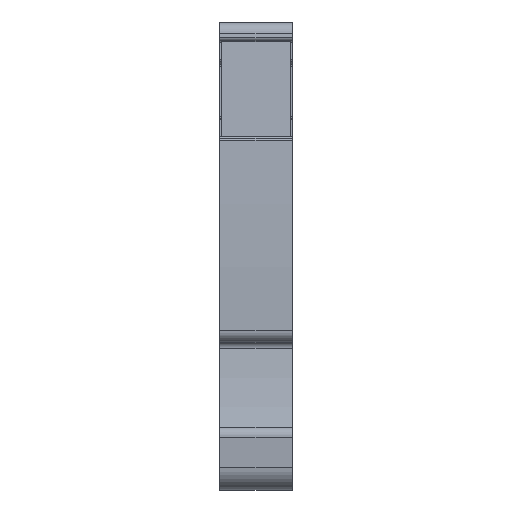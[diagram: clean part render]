
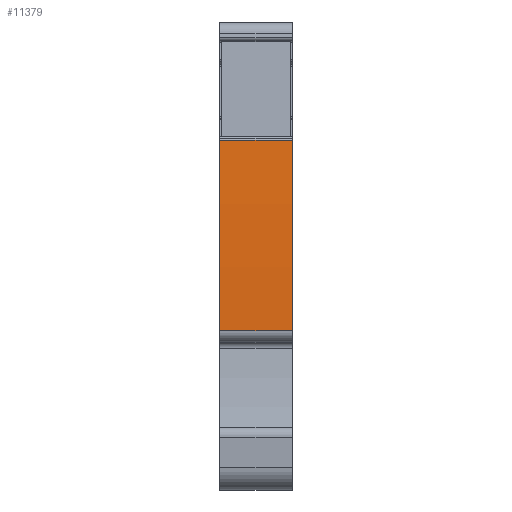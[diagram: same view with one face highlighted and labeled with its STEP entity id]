
A CAD part, front view. The second image highlights one B-rep face of the part: STEP entity #11379.
In plain terms, the highlighted cylindrical face has radius 198.503 mm (diameter 397.006 mm), a partial arc.
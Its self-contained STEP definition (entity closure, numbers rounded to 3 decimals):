
#2383=AXIS2_PLACEMENT_3D('Circle Axis2P3D',#2381,#2382,$) ;
#2390=AXIS2_PLACEMENT_3D('Circle Axis2P3D',#2388,#2389,$) ;
#4879=AXIS2_PLACEMENT_3D('Circle Axis2P3D',#4877,#4878,$) ;
#4886=AXIS2_PLACEMENT_3D('Circle Axis2P3D',#4884,#4885,$) ;
#10753=AXIS2_PLACEMENT_3D('Cylinder Axis2P3D',#10750,#10751,#10752) ;
#2378=CARTESIAN_POINT('Vertex',(6.1,1.929,29.464)) ;
#2381=CARTESIAN_POINT('Axis2P3D Location',(6.1,200.008,16.501)) ;
#2385=CARTESIAN_POINT('Vertex',(6.1,1.528,13.45)) ;
#2388=CARTESIAN_POINT('Axis2P3D Location',(6.1,200.457,16.508)) ;
#2392=CARTESIAN_POINT('Vertex',(6.1,1.529,13.435)) ;
#4874=CARTESIAN_POINT('Vertex',(0.,1.529,13.435)) ;
#4877=CARTESIAN_POINT('Axis2P3D Location',(0.,200.457,16.508)) ;
#4881=CARTESIAN_POINT('Vertex',(0.,1.528,13.45)) ;
#4884=CARTESIAN_POINT('Axis2P3D Location',(0.,200.008,16.501)) ;
#4888=CARTESIAN_POINT('Vertex',(0.,1.929,29.464)) ;
#10750=CARTESIAN_POINT('Axis2P3D Location',(3.05,200.008,16.501)) ;
#11353=CARTESIAN_POINT('Line Origine',(3.05,1.929,29.464)) ;
#11366=CARTESIAN_POINT('Line Origine',(3.05,1.529,13.435)) ;
#2382=DIRECTION('Axis2P3D Direction',(1.,0.,0.)) ;
#2389=DIRECTION('Axis2P3D Direction',(1.,0.,0.)) ;
#4878=DIRECTION('Axis2P3D Direction',(1.,0.,0.)) ;
#4885=DIRECTION('Axis2P3D Direction',(1.,0.,0.)) ;
#10751=DIRECTION('Axis2P3D Direction',(1.,0.,0.)) ;
#10752=DIRECTION('Axis2P3D XDirection',(0.,-0.994,0.111)) ;
#11354=DIRECTION('Vector Direction',(1.,0.,0.)) ;
#11367=DIRECTION('Vector Direction',(1.,0.,0.)) ;
#11355=VECTOR('Line Direction',#11354,1.) ;
#11368=VECTOR('Line Direction',#11367,1.) ;
#11372=ORIENTED_EDGE('',*,*,#4890,.T.) ;
#11373=ORIENTED_EDGE('',*,*,#4883,.T.) ;
#11374=ORIENTED_EDGE('',*,*,#11370,.T.) ;
#11375=ORIENTED_EDGE('',*,*,#2394,.F.) ;
#11376=ORIENTED_EDGE('',*,*,#2387,.F.) ;
#11377=ORIENTED_EDGE('',*,*,#11357,.F.) ;
#11379=ADVANCED_FACE('MLD',(#11378),#10754,.T.) ;
#2384=CIRCLE('generated circle',#2383,198.503) ;
#2391=CIRCLE('generated circle',#2390,198.952) ;
#4880=CIRCLE('generated circle',#4879,198.952) ;
#4887=CIRCLE('generated circle',#4886,198.503) ;
#10754=CYLINDRICAL_SURFACE('generated cylinder',#10753,198.503) ;
#2387=EDGE_CURVE('',#2379,#2386,#2384,.T.) ;
#2394=EDGE_CURVE('',#2386,#2393,#2391,.T.) ;
#4883=EDGE_CURVE('',#4882,#4875,#4880,.T.) ;
#4890=EDGE_CURVE('',#4889,#4882,#4887,.T.) ;
#11357=EDGE_CURVE('',#4889,#2379,#11356,.T.) ;
#11370=EDGE_CURVE('',#4875,#2393,#11369,.T.) ;
#11371=EDGE_LOOP('',(#11372,#11373,#11374,#11375,#11376,#11377)) ;
#11378=FACE_OUTER_BOUND('',#11371,.T.) ;
#11356=LINE('Line',#11353,#11355) ;
#11369=LINE('Line',#11366,#11368) ;
#2379=VERTEX_POINT('',#2378) ;
#2386=VERTEX_POINT('',#2385) ;
#2393=VERTEX_POINT('',#2392) ;
#4875=VERTEX_POINT('',#4874) ;
#4882=VERTEX_POINT('',#4881) ;
#4889=VERTEX_POINT('',#4888) ;
